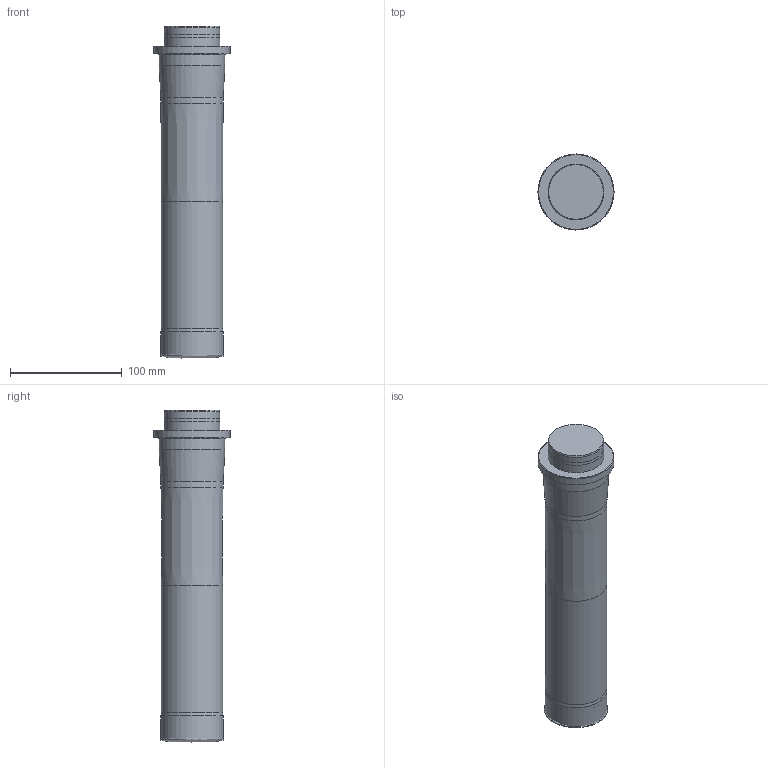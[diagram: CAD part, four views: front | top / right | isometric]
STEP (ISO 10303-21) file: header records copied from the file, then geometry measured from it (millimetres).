
FILE_DESCRIPTION(/* description */ (''),/* implementation_level */ '2;1');
FILE_NAME(/* name */ 'toolassembly_1.stp',/* time_stamp */ '2021-01-22T10:28:46+01:00',/* author */ (''),/* organization */ ('SMS'),/* preprocessor_version */ 'ST-DEVELOPER v16.7',/* originating_system */ 'SIEMENS PLM Software NX 12.0',/* authorisation */ '');
FILE_SCHEMA (('AUTOMOTIVE_DESIGN { 1 0 10303 214 3 1 1 1 }'));
Length unit declared in the file: millimetre
Products named in the file (5): CUT_20210122102749; CUT_20210122102746; NOCUT_20210122102631; ASSEMBLY_CONSTRUCTION; TOOLASSEMBLY_1
Assembly tree (4 placements, depth 2):
  TOOLASSEMBLY_1
    ASSEMBLY_CONSTRUCTION
    NOCUT_20210122102631
    CUT_20210122102746
    CUT_20210122102749
Bounding box: 68 x 68 x 296.98 mm (x, y, z)
Volume: 760983.1 mm3; surface area: 66588 mm2
Topology: 2 solids, 2 shells, 21 faces, 40 edges, 32 vertices
Faces by surface type: cylinder 7, cone 5, plane 4, bspline 3, revolution 1, torus 1
Full cylindrical faces by diameter (mm): 49.695 x1, 49.995 x1, 55.005 x1, 55.575 x2, 59 x1, 68 x1
Entity records: 13115 total; most frequent: CARTESIAN_POINT 12541, DIRECTION 97, AXIS2_PLACEMENT_3D 48, EDGE_LOOP 40, ORIENTED_EDGE 40, FACE_BOUND 38, STYLED_ITEM 22, PRESENTATION_STYLE_ASSIGNMENT 22
